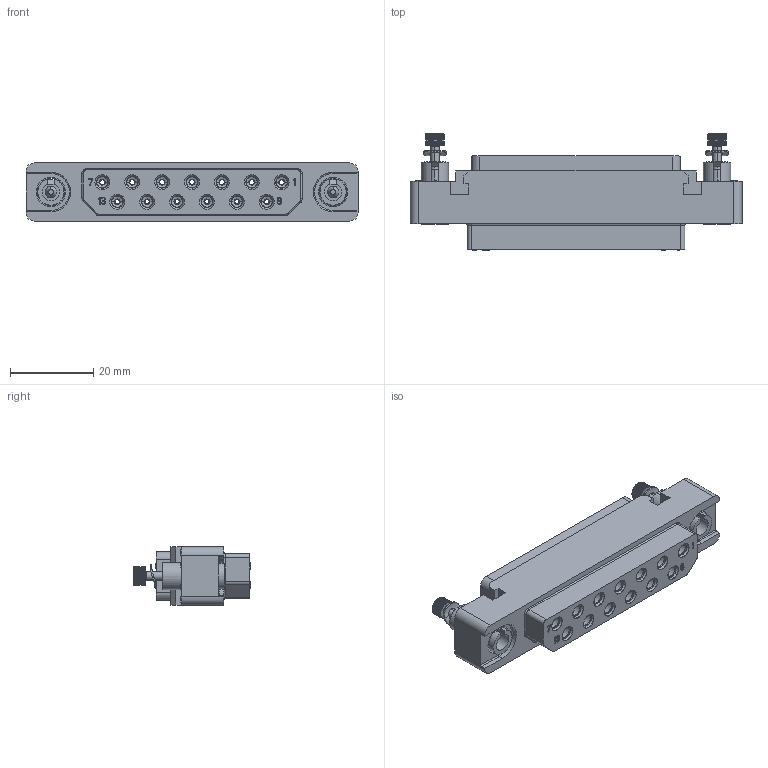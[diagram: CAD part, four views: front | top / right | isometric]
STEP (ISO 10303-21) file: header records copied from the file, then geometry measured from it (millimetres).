
FILE_DESCRIPTION((''),'2;1');
FILE_NAME('00197741400','2020-09-23T',('presta_be4'),(''),'CREO PARAMETRIC BY PTC INC, 2018360','CREO PARAMETRIC BY PTC INC, 2018360','');
FILE_SCHEMA(('CONFIG_CONTROL_DESIGN'));
Products named in the file (1): 00197741400
Bounding box: 80 x 28.07 x 14 mm (x, y, z)
Volume: 14375.3 mm3; surface area: 13290.4 mm2
Topology: 8 solids, 8 shells, 2516 faces, 6439 edges, 4092 vertices
Faces by surface type: plane 1216, cylinder 706, torus 281, cone 251, bspline 62
Entity records: 81546 total; most frequent: CARTESIAN_POINT 20193, ORIENTED_EDGE 12870, DIRECTION 12801, EDGE_CURVE 6435, AXIS2_PLACEMENT_3D 4535, VERTEX_POINT 4092, VECTOR 3731, LINE 3731
